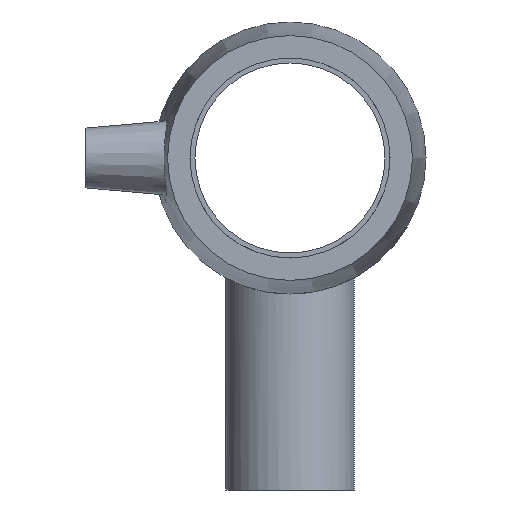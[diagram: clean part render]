
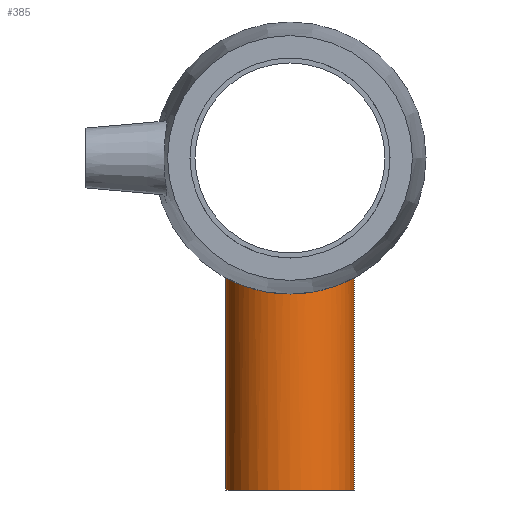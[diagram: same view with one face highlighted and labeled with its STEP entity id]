
A CAD part, left-side view. The second image highlights one B-rep face of the part: STEP entity #385.
In plain terms, the highlighted cylindrical face has radius 16 mm (diameter 32 mm), a full revolution.
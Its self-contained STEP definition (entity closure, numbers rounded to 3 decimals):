
#37=FACE_BOUND('',#144,.T.);
#75=CIRCLE('',#424,16.);
#107=FACE_OUTER_BOUND('',#143,.T.);
#143=EDGE_LOOP('',(#297));
#144=EDGE_LOOP('',(#298));
#213=B_SPLINE_CURVE_WITH_KNOTS('',3,(#732,#733,#734,#735,#736,#737,#738,
#739,#740,#741,#742,#743,#744,#745,#746,#747,#748,#749,#750,#751,#752,#753,
#754,#755,#756,#757,#758,#759,#760,#761,#762,#763,#764,#765,#766,#767,#768,
#769,#770,#771,#772,#773,#774,#775,#776,#777,#778,#779,#780,#781,#782,#783,
#784,#785,#786,#787,#788,#789),.UNSPECIFIED.,.T.,.F.,(4,2,2,2,2,2,2,2,2,
2,2,2,2,2,2,2,2,2,2,2,2,2,2,2,2,2,2,2,4),(0.,0.307,0.614,
1.228,1.534,1.841,2.147,2.453,
2.76,3.066,3.373,3.679,4.293,
4.6,4.907,5.215,5.522,6.136,
6.442,6.749,7.055,7.362,7.668,
7.974,8.281,8.587,9.201,9.508,
9.815),.UNSPECIFIED.);
#221=VERTEX_POINT('',#729);
#222=VERTEX_POINT('',#731);
#259=EDGE_CURVE('',#221,#221,#75,.T.);
#260=EDGE_CURVE('',#222,#222,#213,.T.);
#297=ORIENTED_EDGE('',*,*,#259,.F.);
#298=ORIENTED_EDGE('',*,*,#260,.F.);
#371=CYLINDRICAL_SURFACE('',#423,16.);
#385=ADVANCED_FACE('',(#107,#37),#371,.T.);
#423=AXIS2_PLACEMENT_3D('',#728,#495,#496);
#424=AXIS2_PLACEMENT_3D('',#730,#497,#498);
#495=DIRECTION('center_axis',(0.,0.,1.));
#496=DIRECTION('ref_axis',(-1.,0.,0.));
#497=DIRECTION('center_axis',(0.,0.,-1.));
#498=DIRECTION('ref_axis',(-1.,0.,0.));
#728=CARTESIAN_POINT('Origin',(-32.5,0.054,-83.));
#729=CARTESIAN_POINT('',(-16.5,0.054,-83.));
#730=CARTESIAN_POINT('Origin',(-32.5,0.054,-83.));
#731=CARTESIAN_POINT('',(-32.5,-15.946,-30.029));
#732=CARTESIAN_POINT('Ctrl Pts',(-32.5,-15.946,-30.029));
#733=CARTESIAN_POINT('Ctrl Pts',(-31.477,-15.946,-30.029));
#734=CARTESIAN_POINT('Ctrl Pts',(-30.425,-15.847,-30.082));
#735=CARTESIAN_POINT('Ctrl Pts',(-28.344,-15.433,-30.296));
#736=CARTESIAN_POINT('Ctrl Pts',(-27.315,-15.12,-30.456));
#737=CARTESIAN_POINT('Ctrl Pts',(-24.367,-13.889,-31.047));
#738=CARTESIAN_POINT('Ctrl Pts',(-22.59,-12.664,-31.589));
#739=CARTESIAN_POINT('Ctrl Pts',(-20.485,-10.558,-32.328));
#740=CARTESIAN_POINT('Ctrl Pts',(-19.825,-9.766,-32.58));
#741=CARTESIAN_POINT('Ctrl Pts',(-18.656,-8.035,-33.049));
#742=CARTESIAN_POINT('Ctrl Pts',(-18.147,-7.096,-33.266));
#743=CARTESIAN_POINT('Ctrl Pts',(-17.325,-5.129,-33.626));
#744=CARTESIAN_POINT('Ctrl Pts',(-17.012,-4.099,-33.768));
#745=CARTESIAN_POINT('Ctrl Pts',(-16.599,-2.018,-33.956));
#746=CARTESIAN_POINT('Ctrl Pts',(-16.5,-0.967,-34.002));
#747=CARTESIAN_POINT('Ctrl Pts',(-16.5,1.075,-33.998));
#748=CARTESIAN_POINT('Ctrl Pts',(-16.599,2.127,-33.95));
#749=CARTESIAN_POINT('Ctrl Pts',(-17.012,4.208,-33.755));
#750=CARTESIAN_POINT('Ctrl Pts',(-17.326,5.239,-33.609));
#751=CARTESIAN_POINT('Ctrl Pts',(-18.148,7.205,-33.243));
#752=CARTESIAN_POINT('Ctrl Pts',(-18.657,8.144,-33.022));
#753=CARTESIAN_POINT('Ctrl Pts',(-19.826,9.875,-32.547));
#754=CARTESIAN_POINT('Ctrl Pts',(-20.486,10.668,-32.292));
#755=CARTESIAN_POINT('Ctrl Pts',(-22.591,12.772,-31.545));
#756=CARTESIAN_POINT('Ctrl Pts',(-24.368,13.997,-30.999));
#757=CARTESIAN_POINT('Ctrl Pts',(-27.315,15.228,-30.403));
#758=CARTESIAN_POINT('Ctrl Pts',(-28.344,15.541,-30.241));
#759=CARTESIAN_POINT('Ctrl Pts',(-30.425,15.954,-30.025));
#760=CARTESIAN_POINT('Ctrl Pts',(-31.476,16.054,-29.971));
#761=CARTESIAN_POINT('Ctrl Pts',(-33.524,16.054,-29.971));
#762=CARTESIAN_POINT('Ctrl Pts',(-34.575,15.954,-30.025));
#763=CARTESIAN_POINT('Ctrl Pts',(-36.656,15.541,-30.241));
#764=CARTESIAN_POINT('Ctrl Pts',(-37.685,15.228,-30.403));
#765=CARTESIAN_POINT('Ctrl Pts',(-40.632,13.997,-30.999));
#766=CARTESIAN_POINT('Ctrl Pts',(-42.409,12.772,-31.545));
#767=CARTESIAN_POINT('Ctrl Pts',(-44.514,10.668,-32.292));
#768=CARTESIAN_POINT('Ctrl Pts',(-45.174,9.875,-32.547));
#769=CARTESIAN_POINT('Ctrl Pts',(-46.343,8.144,-33.022));
#770=CARTESIAN_POINT('Ctrl Pts',(-46.852,7.205,-33.243));
#771=CARTESIAN_POINT('Ctrl Pts',(-47.674,5.239,-33.609));
#772=CARTESIAN_POINT('Ctrl Pts',(-47.988,4.208,-33.755));
#773=CARTESIAN_POINT('Ctrl Pts',(-48.401,2.127,-33.95));
#774=CARTESIAN_POINT('Ctrl Pts',(-48.5,1.075,-33.998));
#775=CARTESIAN_POINT('Ctrl Pts',(-48.5,-0.967,-34.002));
#776=CARTESIAN_POINT('Ctrl Pts',(-48.401,-2.018,-33.956));
#777=CARTESIAN_POINT('Ctrl Pts',(-47.988,-4.099,-33.768));
#778=CARTESIAN_POINT('Ctrl Pts',(-47.675,-5.129,-33.626));
#779=CARTESIAN_POINT('Ctrl Pts',(-46.853,-7.096,-33.266));
#780=CARTESIAN_POINT('Ctrl Pts',(-46.344,-8.035,-33.049));
#781=CARTESIAN_POINT('Ctrl Pts',(-45.175,-9.766,-32.58));
#782=CARTESIAN_POINT('Ctrl Pts',(-44.515,-10.558,-32.328));
#783=CARTESIAN_POINT('Ctrl Pts',(-42.41,-12.664,-31.589));
#784=CARTESIAN_POINT('Ctrl Pts',(-40.633,-13.889,-31.047));
#785=CARTESIAN_POINT('Ctrl Pts',(-37.685,-15.12,-30.456));
#786=CARTESIAN_POINT('Ctrl Pts',(-36.656,-15.433,-30.296));
#787=CARTESIAN_POINT('Ctrl Pts',(-34.575,-15.847,-30.082));
#788=CARTESIAN_POINT('Ctrl Pts',(-33.523,-15.946,-30.029));
#789=CARTESIAN_POINT('Ctrl Pts',(-32.5,-15.946,-30.029));
